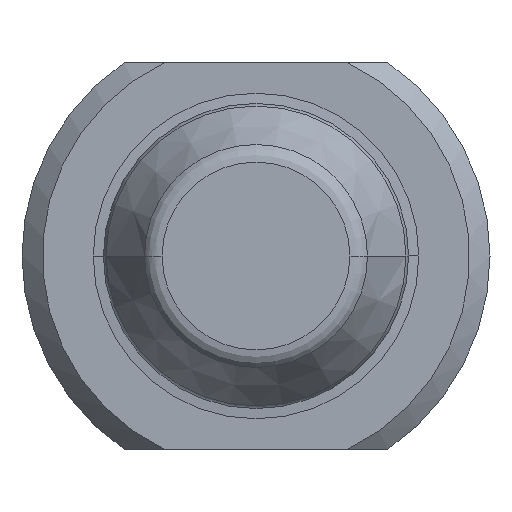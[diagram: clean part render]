
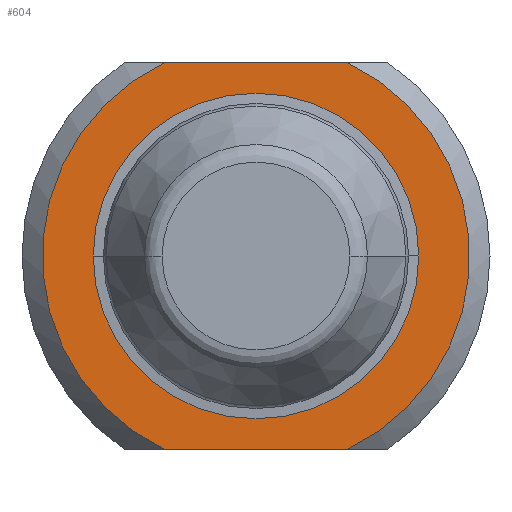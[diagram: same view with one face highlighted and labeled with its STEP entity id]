
A CAD part, left-side view. The second image highlights one B-rep face of the part: STEP entity #604.
In plain terms, the highlighted planar face has unit normal (-1, 0, 0).
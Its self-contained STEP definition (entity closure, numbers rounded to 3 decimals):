
#27=CARTESIAN_POINT('',(-6.,0.,0.));
#28=DIRECTION('',(-1.,0.,0.));
#29=DIRECTION('',(0.,0.426,0.905));
#30=AXIS2_PLACEMENT_3D('',#27,#28,#29);
#63=CARTESIAN_POINT('',(-6.,0.,0.));
#64=DIRECTION('',(-1.,0.,0.));
#65=DIRECTION('',(0.,-0.426,-0.905));
#66=AXIS2_PLACEMENT_3D('',#63,#64,#65);
#75=CARTESIAN_POINT('',(-6.,0.,0.));
#76=DIRECTION('',(1.,0.,0.));
#77=DIRECTION('',(0.,1.,0.));
#78=AXIS2_PLACEMENT_3D('',#75,#76,#77);
#80=CARTESIAN_POINT('',(-6.,0.,0.));
#81=DIRECTION('',(1.,0.,0.));
#82=DIRECTION('',(0.,-1.,0.));
#83=AXIS2_PLACEMENT_3D('',#80,#81,#82);
#85=DIRECTION('',(0.,-1.,0.));
#86=VECTOR('',#85,8.944);
#87=CARTESIAN_POINT('',(-6.,4.472,9.5));
#88=LINE('',#87,#86);
#89=DIRECTION('',(0.,-1.,0.));
#90=VECTOR('',#89,8.944);
#91=CARTESIAN_POINT('',(-6.,4.472,-9.5));
#92=LINE('',#91,#90);
#507=CARTESIAN_POINT('',(-6.,8.,0.));
#508=CARTESIAN_POINT('',(-6.,-8.,0.));
#509=VERTEX_POINT('',#507);
#510=VERTEX_POINT('',#508);
#515=CARTESIAN_POINT('',(-6.,4.472,9.5));
#516=CARTESIAN_POINT('',(-6.,-4.472,9.5));
#517=VERTEX_POINT('',#515);
#518=VERTEX_POINT('',#516);
#519=CARTESIAN_POINT('',(-6.,4.472,-9.5));
#520=CARTESIAN_POINT('',(-6.,-4.472,-9.5));
#521=VERTEX_POINT('',#519);
#522=VERTEX_POINT('',#520);
#585=CARTESIAN_POINT('',(-6.,0.,0.));
#586=DIRECTION('',(1.,0.,0.));
#587=DIRECTION('',(0.,-1.,0.));
#588=AXIS2_PLACEMENT_3D('',#585,#586,#587);
#589=PLANE('',#588);
#591=ORIENTED_EDGE('',*,*,#590,.T.);
#592=ORIENTED_EDGE('',*,*,#578,.F.);
#594=ORIENTED_EDGE('',*,*,#593,.F.);
#595=ORIENTED_EDGE('',*,*,#560,.F.);
#596=EDGE_LOOP('',(#591,#592,#594,#595));
#597=FACE_OUTER_BOUND('',#596,.F.);
#599=ORIENTED_EDGE('',*,*,#598,.F.);
#601=ORIENTED_EDGE('',*,*,#600,.F.);
#602=EDGE_LOOP('',(#599,#601));
#603=FACE_BOUND('',#602,.F.);
#604=ADVANCED_FACE('',(#597,#603),#589,.F.);
#31=CIRCLE('',#30,10.5);
#67=CIRCLE('',#66,10.5);
#79=CIRCLE('',#78,8.);
#84=CIRCLE('',#83,8.);
#560=EDGE_CURVE('',#517,#521,#31,.T.);
#578=EDGE_CURVE('',#522,#518,#67,.T.);
#590=EDGE_CURVE('',#517,#518,#88,.T.);
#593=EDGE_CURVE('',#521,#522,#92,.T.);
#598=EDGE_CURVE('',#509,#510,#79,.T.);
#600=EDGE_CURVE('',#510,#509,#84,.T.);
